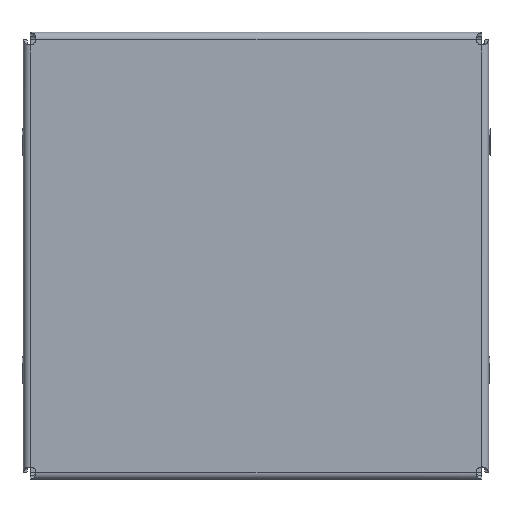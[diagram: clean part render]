
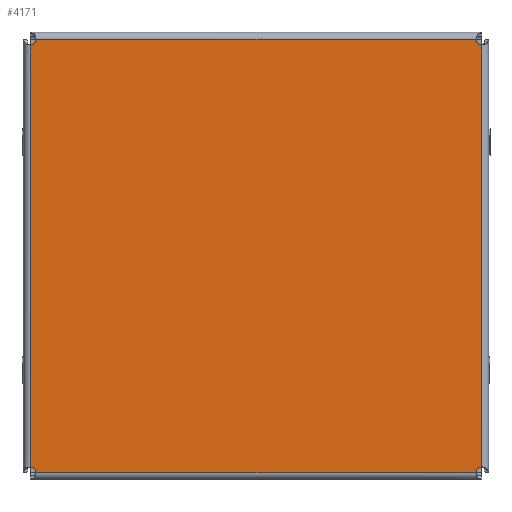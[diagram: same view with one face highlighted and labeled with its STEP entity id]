
A CAD part, top view. The second image highlights one B-rep face of the part: STEP entity #4171.
In plain terms, the highlighted planar face has unit normal (0, 0, 1).
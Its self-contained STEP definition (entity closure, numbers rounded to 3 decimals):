
#110 = CIRCLE ( 'NONE', #3949, 2.5 ) ;
#123 = CIRCLE ( 'NONE', #469, 2.5 ) ;
#167 = EDGE_CURVE ( 'NONE', #340, #406, #1995, .T. ) ;
#302 = VERTEX_POINT ( 'NONE', #3989 ) ;
#340 = VERTEX_POINT ( 'NONE', #2435 ) ;
#376 = DIRECTION ( 'NONE',  ( -1., 0., 0. ) ) ;
#388 = DIRECTION ( 'NONE',  ( 0., 0., -1. ) ) ;
#390 = CARTESIAN_POINT ( 'NONE',  ( -99., 92.5, 0. ) ) ;
#406 = VERTEX_POINT ( 'NONE', #863 ) ;
#469 = AXIS2_PLACEMENT_3D ( 'NONE', #1747, #1369, #1696 ) ;
#496 = CARTESIAN_POINT ( 'NONE',  ( 99., -92.5, 0. ) ) ;
#553 = DIRECTION ( 'NONE',  ( -1., 0., 0. ) ) ;
#676 = FACE_OUTER_BOUND ( 'NONE', #1756, .T. ) ;
#697 = ORIENTED_EDGE ( 'NONE', *, *, #1585, .T. ) ;
#711 = DIRECTION ( 'NONE',  ( 0., -1., 0. ) ) ;
#717 = DIRECTION ( 'NONE',  ( 1., 0., 0. ) ) ;
#863 = CARTESIAN_POINT ( 'NONE',  ( -96.5, 95., 0. ) ) ;
#921 = LINE ( 'NONE', #3136, #1464 ) ;
#968 = ORIENTED_EDGE ( 'NONE', *, *, #167, .T. ) ;
#971 = PLANE ( 'NONE',  #3343 ) ;
#1085 = CARTESIAN_POINT ( 'NONE',  ( -99., 95., 0. ) ) ;
#1110 = VERTEX_POINT ( 'NONE', #496 ) ;
#1125 = DIRECTION ( 'NONE',  ( 0., 0., 1. ) ) ;
#1178 = CARTESIAN_POINT ( 'NONE',  ( -96.5, -95., 0. ) ) ;
#1198 = DIRECTION ( 'NONE',  ( 0., 0., 1. ) ) ;
#1369 = DIRECTION ( 'NONE',  ( 0., 0., 1. ) ) ;
#1418 = VECTOR ( 'NONE', #711, 1000. ) ;
#1464 = VECTOR ( 'NONE', #3852, 1000. ) ;
#1554 = VERTEX_POINT ( 'NONE', #2403 ) ;
#1566 = CARTESIAN_POINT ( 'NONE',  ( -102., -95., 0. ) ) ;
#1585 = EDGE_CURVE ( 'NONE', #1922, #302, #2333, .T. ) ;
#1628 = EDGE_CURVE ( 'NONE', #4019, #302, #123, .T. ) ;
#1632 = DIRECTION ( 'NONE',  ( -1., 0., 0. ) ) ;
#1696 = DIRECTION ( 'NONE',  ( 1., 0., 0. ) ) ;
#1747 = CARTESIAN_POINT ( 'NONE',  ( -99., -95., 0. ) ) ;
#1756 = EDGE_LOOP ( 'NONE', ( #3861, #3103, #4058, #2623, #968, #3671, #697, #3818 ) ) ;
#1889 = EDGE_CURVE ( 'NONE', #1110, #2086, #110, .T. ) ;
#1922 = VERTEX_POINT ( 'NONE', #390 ) ;
#1991 = EDGE_CURVE ( 'NONE', #340, #1554, #4097, .T. ) ;
#1995 = LINE ( 'NONE', #2261, #2179 ) ;
#2086 = VERTEX_POINT ( 'NONE', #3126 ) ;
#2179 = VECTOR ( 'NONE', #376, 1000. ) ;
#2261 = CARTESIAN_POINT ( 'NONE',  ( 102., 95., 0. ) ) ;
#2333 = LINE ( 'NONE', #3659, #1418 ) ;
#2403 = CARTESIAN_POINT ( 'NONE',  ( 99., 92.5, 0. ) ) ;
#2433 = CIRCLE ( 'NONE', #3409, 2.5 ) ;
#2435 = CARTESIAN_POINT ( 'NONE',  ( 96.5, 95., 0. ) ) ;
#2497 = EDGE_CURVE ( 'NONE', #1922, #406, #2433, .T. ) ;
#2601 = EDGE_CURVE ( 'NONE', #4019, #2086, #3239, .T. ) ;
#2623 = ORIENTED_EDGE ( 'NONE', *, *, #1991, .F. ) ;
#2840 = CARTESIAN_POINT ( 'NONE',  ( 99., -95., 0. ) ) ;
#2908 = VECTOR ( 'NONE', #3222, 1000. ) ;
#3009 = EDGE_CURVE ( 'NONE', #1110, #1554, #921, .T. ) ;
#3103 = ORIENTED_EDGE ( 'NONE', *, *, #1889, .F. ) ;
#3126 = CARTESIAN_POINT ( 'NONE',  ( 96.5, -95., 0. ) ) ;
#3136 = CARTESIAN_POINT ( 'NONE',  ( 99., -95., 0. ) ) ;
#3222 = DIRECTION ( 'NONE',  ( 1., 0., 0. ) ) ;
#3239 = LINE ( 'NONE', #1566, #2908 ) ;
#3343 = AXIS2_PLACEMENT_3D ( 'NONE', #3528, #388, #1632 ) ;
#3409 = AXIS2_PLACEMENT_3D ( 'NONE', #1085, #1125, #3692 ) ;
#3528 = CARTESIAN_POINT ( 'NONE',  ( 0., 0., 0. ) ) ;
#3570 = DIRECTION ( 'NONE',  ( 0., 0., 1. ) ) ;
#3659 = CARTESIAN_POINT ( 'NONE',  ( -99., 95., 0. ) ) ;
#3671 = ORIENTED_EDGE ( 'NONE', *, *, #2497, .F. ) ;
#3684 = AXIS2_PLACEMENT_3D ( 'NONE', #3928, #3570, #717 ) ;
#3692 = DIRECTION ( 'NONE',  ( -1., 0., 0. ) ) ;
#3818 = ORIENTED_EDGE ( 'NONE', *, *, #1628, .F. ) ;
#3852 = DIRECTION ( 'NONE',  ( 0., 1., 0. ) ) ;
#3861 = ORIENTED_EDGE ( 'NONE', *, *, #2601, .T. ) ;
#3928 = CARTESIAN_POINT ( 'NONE',  ( 99., 95., 0. ) ) ;
#3949 = AXIS2_PLACEMENT_3D ( 'NONE', #2840, #1198, #553 ) ;
#3989 = CARTESIAN_POINT ( 'NONE',  ( -99., -92.5, 0. ) ) ;
#4019 = VERTEX_POINT ( 'NONE', #1178 ) ;
#4058 = ORIENTED_EDGE ( 'NONE', *, *, #3009, .T. ) ;
#4097 = CIRCLE ( 'NONE', #3684, 2.5 ) ;
#4171 = ADVANCED_FACE ( 'NONE', ( #676 ), #971, .F. ) ;
